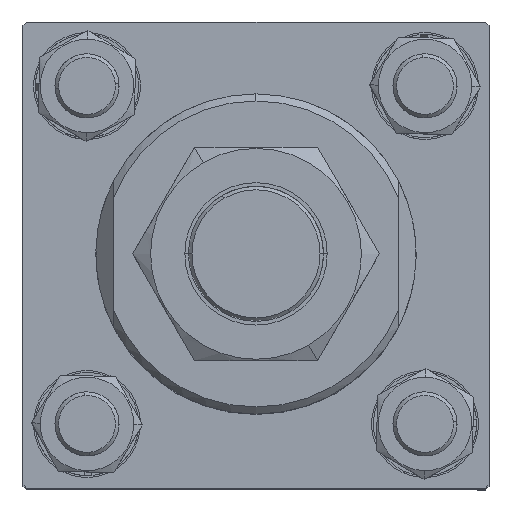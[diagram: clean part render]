
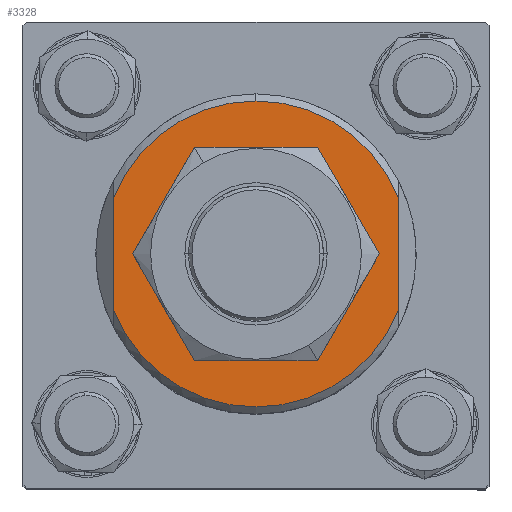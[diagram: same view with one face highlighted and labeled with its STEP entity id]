
A CAD part, top view. The second image highlights one B-rep face of the part: STEP entity #3328.
In plain terms, the highlighted face is planar.
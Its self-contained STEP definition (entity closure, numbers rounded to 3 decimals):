
#64 = CIRCLE ( 'NONE', #5024, 43. ) ;
#527 = CIRCLE ( 'NONE', #5019, 43. ) ;
#593 = VECTOR ( 'NONE', #6791, 1000. ) ;
#873 = CIRCLE ( 'NONE', #5052, 20. ) ;
#967 = CIRCLE ( 'NONE', #5045, 43. ) ;
#1122 = FACE_BOUND ( 'NONE', #6601, .T. ) ;
#1127 = LINE ( 'NONE', #6790, #593 ) ;
#1224 = CIRCLE ( 'NONE', #5020, 20. ) ;
#1226 = LINE ( 'NONE', #6782, #1294 ) ;
#1252 = FACE_OUTER_BOUND ( 'NONE', #8144, .T. ) ;
#1294 = VECTOR ( 'NONE', #6783, 1000. ) ;
#1954 = CARTESIAN_POINT ( 'NONE',  ( 0., 60., 0. ) ) ;
#1955 = DIRECTION ( 'NONE',  ( 0., -1., 0. ) ) ;
#1956 = DIRECTION ( 'NONE',  ( 0., 0., 1. ) ) ;
#2024 = CARTESIAN_POINT ( 'NONE',  ( 0., 60., 0. ) ) ;
#2025 = DIRECTION ( 'NONE',  ( 0., 1., 0. ) ) ;
#2026 = DIRECTION ( 'NONE',  ( 0., 0., 1. ) ) ;
#2986 = EDGE_CURVE ( 'NONE', #7773, #7774, #873, .T. ) ;
#2999 = EDGE_CURVE ( 'NONE', #7779, #7762, #967, .T. ) ;
#3025 = EDGE_CURVE ( 'NONE', #7792, #7780, #64, .T. ) ;
#3031 = EDGE_CURVE ( 'NONE', #7774, #7773, #1224, .T. ) ;
#3032 = EDGE_CURVE ( 'NONE', #7762, #7792, #1226, .T. ) ;
#3033 = EDGE_CURVE ( 'NONE', #7856, #7780, #1127, .T. ) ;
#3034 = EDGE_CURVE ( 'NONE', #7856, #7779, #527, .T. ) ;
#3328 = ADVANCED_FACE ( 'NONE', ( #1122, #1252 ), #6899, .T. ) ;
#3522 = CARTESIAN_POINT ( 'NONE',  ( -40., 60., -15.78 ) ) ;
#3535 = CARTESIAN_POINT ( 'NONE',  ( 0., 60., 20. ) ) ;
#3537 = CARTESIAN_POINT ( 'NONE',  ( 0., 60., -20. ) ) ;
#3544 = CARTESIAN_POINT ( 'NONE',  ( 0., 60., -43. ) ) ;
#3546 = CARTESIAN_POINT ( 'NONE',  ( 40., 60., 15.78 ) ) ;
#3565 = CARTESIAN_POINT ( 'NONE',  ( -40., 60., 15.78 ) ) ;
#3645 = CARTESIAN_POINT ( 'NONE',  ( 40., 60., -15.78 ) ) ;
#4975 = AXIS2_PLACEMENT_3D ( 'NONE', #6896, #6901, #6902 ) ;
#5019 = AXIS2_PLACEMENT_3D ( 'NONE', #6794, #6795, #6796 ) ;
#5020 = AXIS2_PLACEMENT_3D ( 'NONE', #6787, #6788, #6789 ) ;
#5024 = AXIS2_PLACEMENT_3D ( 'NONE', #6772, #6773, #6774 ) ;
#5045 = AXIS2_PLACEMENT_3D ( 'NONE', #2024, #2025, #2026 ) ;
#5052 = AXIS2_PLACEMENT_3D ( 'NONE', #1954, #1955, #1956 ) ;
#5419 = ORIENTED_EDGE ( 'NONE', *, *, #2986, .T. ) ;
#5422 = ORIENTED_EDGE ( 'NONE', *, *, #2999, .T. ) ;
#5423 = ORIENTED_EDGE ( 'NONE', *, *, #3031, .T. ) ;
#5428 = ORIENTED_EDGE ( 'NONE', *, *, #3032, .T. ) ;
#5429 = ORIENTED_EDGE ( 'NONE', *, *, #3033, .F. ) ;
#5446 = ORIENTED_EDGE ( 'NONE', *, *, #3034, .T. ) ;
#5474 = ORIENTED_EDGE ( 'NONE', *, *, #3025, .T. ) ;
#6601 = EDGE_LOOP ( 'NONE', ( #5419, #5423 ) ) ;
#6772 = CARTESIAN_POINT ( 'NONE',  ( 0., 60., 0. ) ) ;
#6773 = DIRECTION ( 'NONE',  ( 0., 1., 0. ) ) ;
#6774 = DIRECTION ( 'NONE',  ( 0., 0., 1. ) ) ;
#6782 = CARTESIAN_POINT ( 'NONE',  ( -40., 60., -25. ) ) ;
#6783 = DIRECTION ( 'NONE',  ( 0., 0., 1. ) ) ;
#6787 = CARTESIAN_POINT ( 'NONE',  ( 0., 60., 0. ) ) ;
#6788 = DIRECTION ( 'NONE',  ( 0., -1., 0. ) ) ;
#6789 = DIRECTION ( 'NONE',  ( 0., 0., 1. ) ) ;
#6790 = CARTESIAN_POINT ( 'NONE',  ( 40., 60., -25. ) ) ;
#6791 = DIRECTION ( 'NONE',  ( 0., 0., 1. ) ) ;
#6794 = CARTESIAN_POINT ( 'NONE',  ( 0., 60., 0. ) ) ;
#6795 = DIRECTION ( 'NONE',  ( 0., 1., 0. ) ) ;
#6796 = DIRECTION ( 'NONE',  ( 0., 0., 1. ) ) ;
#6896 = CARTESIAN_POINT ( 'NONE',  ( 0., 60., 0. ) ) ;
#6899 = PLANE ( 'NONE',  #4975 ) ;
#6901 = DIRECTION ( 'NONE',  ( 0., 1., 0. ) ) ;
#6902 = DIRECTION ( 'NONE',  ( 0., 0., 1. ) ) ;
#7762 = VERTEX_POINT ( 'NONE', #3522 ) ;
#7773 = VERTEX_POINT ( 'NONE', #3535 ) ;
#7774 = VERTEX_POINT ( 'NONE', #3537 ) ;
#7779 = VERTEX_POINT ( 'NONE', #3544 ) ;
#7780 = VERTEX_POINT ( 'NONE', #3546 ) ;
#7792 = VERTEX_POINT ( 'NONE', #3565 ) ;
#7856 = VERTEX_POINT ( 'NONE', #3645 ) ;
#8144 = EDGE_LOOP ( 'NONE', ( #5428, #5474, #5429, #5446, #5422 ) ) ;
